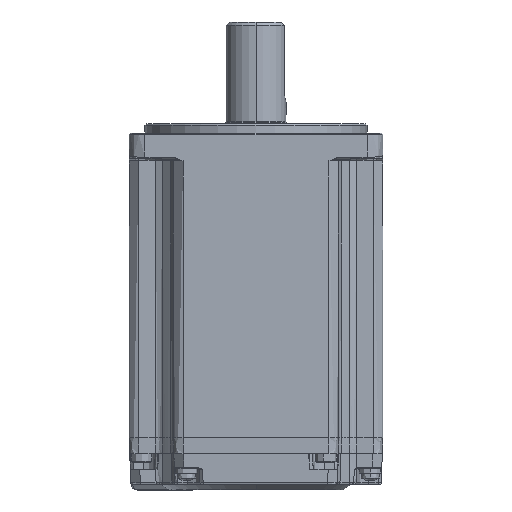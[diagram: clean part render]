
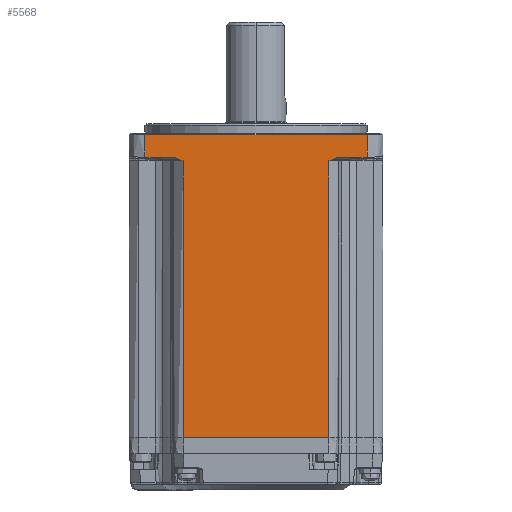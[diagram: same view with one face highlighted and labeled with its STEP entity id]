
A CAD part, front view. The second image highlights one B-rep face of the part: STEP entity #5568.
In plain terms, the highlighted planar face has unit normal (0, -1, 0).
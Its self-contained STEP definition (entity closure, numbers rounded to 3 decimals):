
#357 = DIRECTION ( 'NONE',  ( -1., 0., 0. ) ) ;
#649 = B_SPLINE_CURVE_WITH_KNOTS ( 'NONE', 3,
 ( #8535, #29560, #65895, #40614, #35059, #13367, #50665, #19559 ),
 .UNSPECIFIED., .F., .F.,
 ( 4, 2, 2, 4 ),
 ( 0., 0.001, 0.002, 0.003 ),
 .UNSPECIFIED. ) ;
#952 = PLANE ( 'NONE',  #27303 ) ;
#2747 = CARTESIAN_POINT ( 'NONE',  ( -35., -40., 8. ) ) ;
#3078 = LINE ( 'NONE', #13797, #41599 ) ;
#3637 = CARTESIAN_POINT ( 'NONE',  ( -24.346, -40., -0.012 ) ) ;
#5461 = FACE_OUTER_BOUND ( 'NONE', #14623, .T. ) ;
#5568 = ADVANCED_FACE ( 'NONE', ( #5461 ), #952, .F. ) ;
#6023 = VERTEX_POINT ( 'NONE', #49748 ) ;
#6184 = VECTOR ( 'NONE', #357, 1000. ) ;
#6311 = LINE ( 'NONE', #2747, #54845 ) ;
#7171 = CARTESIAN_POINT ( 'NONE',  ( -35., -40., 7.5 ) ) ;
#7758 = VERTEX_POINT ( 'NONE', #32215 ) ;
#7914 = CARTESIAN_POINT ( 'NONE',  ( 23., -40., 8. ) ) ;
#8072 = DIRECTION ( 'NONE',  ( -1., 0., 0. ) ) ;
#8092 = CARTESIAN_POINT ( 'NONE',  ( 25.432, -40., 0.246 ) ) ;
#8535 = CARTESIAN_POINT ( 'NONE',  ( 23., -40., -0.797 ) ) ;
#8560 = ORIENTED_EDGE ( 'NONE', *, *, #16492, .T. ) ;
#8889 = DIRECTION ( 'NONE',  ( 0., 0., 1. ) ) ;
#8957 = EDGE_CURVE ( 'NONE', #41669, #64369, #19093, .T. ) ;
#9766 = VERTEX_POINT ( 'NONE', #8092 ) ;
#10103 = EDGE_CURVE ( 'NONE', #68324, #6023, #24046, .T. ) ;
#13367 = CARTESIAN_POINT ( 'NONE',  ( 24.985, -40., 0.201 ) ) ;
#13797 = CARTESIAN_POINT ( 'NONE',  ( 0.143, -40., -0.196 ) ) ;
#14623 = EDGE_LOOP ( 'NONE', ( #66074, #51336, #31773, #59349, #54211, #63690, #55771, #8560, #60124, #40079 ) ) ;
#15222 = CARTESIAN_POINT ( 'NONE',  ( -35., -40., 7.5 ) ) ;
#15399 = LINE ( 'NONE', #36432, #29997 ) ;
#16492 = EDGE_CURVE ( 'NONE', #41669, #18282, #39655, .T. ) ;
#17900 = EDGE_CURVE ( 'NONE', #22245, #38889, #6311, .T. ) ;
#17904 = EDGE_CURVE ( 'NONE', #9766, #68324, #3078, .T. ) ;
#18282 = VERTEX_POINT ( 'NONE', #54827 ) ;
#19093 = LINE ( 'NONE', #19775, #68426 ) ;
#19559 = CARTESIAN_POINT ( 'NONE',  ( 25.432, -40., 0.246 ) ) ;
#19775 = CARTESIAN_POINT ( 'NONE',  ( -26., -40., -88. ) ) ;
#22002 = DIRECTION ( 'NONE',  ( 0., 1., 0. ) ) ;
#22245 = VERTEX_POINT ( 'NONE', #7171 ) ;
#23764 = DIRECTION ( 'NONE',  ( 0., 0., 1. ) ) ;
#24046 = LINE ( 'NONE', #25410, #47519 ) ;
#25410 = CARTESIAN_POINT ( 'NONE',  ( 35., -40., 8. ) ) ;
#26155 = CARTESIAN_POINT ( 'NONE',  ( 0., -40., 8. ) ) ;
#27303 = AXIS2_PLACEMENT_3D ( 'NONE', #26155, #22002, #68355 ) ;
#27687 = EDGE_CURVE ( 'NONE', #38889, #7758, #15399, .T. ) ;
#28024 = B_SPLINE_CURVE_WITH_KNOTS ( 'NONE', 3,
 ( #50973, #40919, #61037, #67564, #3637, #40590, #61725, #35378 ),
 .UNSPECIFIED., .F., .F.,
 ( 4, 2, 2, 4 ),
 ( 0., 0.001, 0.001, 0.003 ),
 .UNSPECIFIED. ) ;
#28905 = CARTESIAN_POINT ( 'NONE',  ( -23., -40., -88. ) ) ;
#29560 = CARTESIAN_POINT ( 'NONE',  ( 23.372, -40., -0.552 ) ) ;
#29860 = DIRECTION ( 'NONE',  ( 0., 0., -1. ) ) ;
#29997 = VECTOR ( 'NONE', #41988, 1000. ) ;
#31359 = EDGE_CURVE ( 'NONE', #61743, #64369, #66189, .T. ) ;
#31773 = ORIENTED_EDGE ( 'NONE', *, *, #17900, .T. ) ;
#32215 = CARTESIAN_POINT ( 'NONE',  ( -25.432, -40., 0.246 ) ) ;
#35059 = CARTESIAN_POINT ( 'NONE',  ( 24.554, -40., 0.075 ) ) ;
#35378 = CARTESIAN_POINT ( 'NONE',  ( -23., -40., -0.797 ) ) ;
#35881 = CARTESIAN_POINT ( 'NONE',  ( 23., -40., -88. ) ) ;
#36432 = CARTESIAN_POINT ( 'NONE',  ( -0.143, -40., -0.196 ) ) ;
#38889 = VERTEX_POINT ( 'NONE', #42502 ) ;
#39655 = LINE ( 'NONE', #7914, #62389 ) ;
#40079 = ORIENTED_EDGE ( 'NONE', *, *, #17904, .T. ) ;
#40590 = CARTESIAN_POINT ( 'NONE',  ( -23.746, -40., -0.306 ) ) ;
#40614 = CARTESIAN_POINT ( 'NONE',  ( 24.346, -40., -0.012 ) ) ;
#40919 = CARTESIAN_POINT ( 'NONE',  ( -25.205, -40., 0.242 ) ) ;
#41599 = VECTOR ( 'NONE', #64036, 1000. ) ;
#41669 = VERTEX_POINT ( 'NONE', #35881 ) ;
#41988 = DIRECTION ( 'NONE',  ( 1., 0., -0.017 ) ) ;
#42502 = CARTESIAN_POINT ( 'NONE',  ( -35., -40., 0.413 ) ) ;
#47519 = VECTOR ( 'NONE', #8889, 1000. ) ;
#47664 = LINE ( 'NONE', #15222, #6184 ) ;
#48534 = EDGE_CURVE ( 'NONE', #18282, #9766, #649, .T. ) ;
#49748 = CARTESIAN_POINT ( 'NONE',  ( 35., -40., 7.5 ) ) ;
#50665 = CARTESIAN_POINT ( 'NONE',  ( 25.205, -40., 0.242 ) ) ;
#50973 = CARTESIAN_POINT ( 'NONE',  ( -25.432, -40., 0.246 ) ) ;
#51336 = ORIENTED_EDGE ( 'NONE', *, *, #53861, .T. ) ;
#53861 = EDGE_CURVE ( 'NONE', #6023, #22245, #47664, .T. ) ;
#53878 = CARTESIAN_POINT ( 'NONE',  ( 35., -40., 0.413 ) ) ;
#54211 = ORIENTED_EDGE ( 'NONE', *, *, #61356, .T. ) ;
#54827 = CARTESIAN_POINT ( 'NONE',  ( 23., -40., -0.797 ) ) ;
#54845 = VECTOR ( 'NONE', #66327, 1000. ) ;
#55771 = ORIENTED_EDGE ( 'NONE', *, *, #8957, .F. ) ;
#59349 = ORIENTED_EDGE ( 'NONE', *, *, #27687, .T. ) ;
#60124 = ORIENTED_EDGE ( 'NONE', *, *, #48534, .T. ) ;
#61037 = CARTESIAN_POINT ( 'NONE',  ( -24.985, -40., 0.201 ) ) ;
#61356 = EDGE_CURVE ( 'NONE', #7758, #61743, #28024, .T. ) ;
#61725 = CARTESIAN_POINT ( 'NONE',  ( -23.374, -40., -0.551 ) ) ;
#61743 = VERTEX_POINT ( 'NONE', #62642 ) ;
#62389 = VECTOR ( 'NONE', #23764, 1000. ) ;
#62642 = CARTESIAN_POINT ( 'NONE',  ( -23., -40., -0.797 ) ) ;
#63690 = ORIENTED_EDGE ( 'NONE', *, *, #31359, .T. ) ;
#64036 = DIRECTION ( 'NONE',  ( 1., 0., 0.017 ) ) ;
#64369 = VERTEX_POINT ( 'NONE', #28905 ) ;
#65895 = CARTESIAN_POINT ( 'NONE',  ( 23.746, -40., -0.306 ) ) ;
#66074 = ORIENTED_EDGE ( 'NONE', *, *, #10103, .T. ) ;
#66189 = LINE ( 'NONE', #67210, #68190 ) ;
#66327 = DIRECTION ( 'NONE',  ( 0., 0., -1. ) ) ;
#67210 = CARTESIAN_POINT ( 'NONE',  ( -23., -40., 8. ) ) ;
#67564 = CARTESIAN_POINT ( 'NONE',  ( -24.554, -40., 0.075 ) ) ;
#68190 = VECTOR ( 'NONE', #29860, 1000. ) ;
#68324 = VERTEX_POINT ( 'NONE', #53878 ) ;
#68355 = DIRECTION ( 'NONE',  ( 0., 0., 1. ) ) ;
#68426 = VECTOR ( 'NONE', #8072, 1000. ) ;
